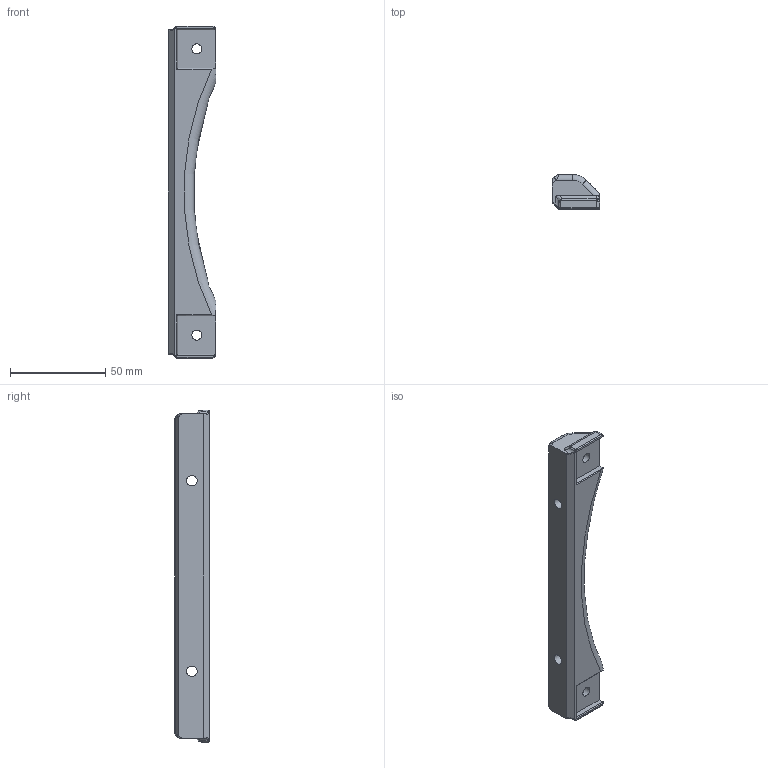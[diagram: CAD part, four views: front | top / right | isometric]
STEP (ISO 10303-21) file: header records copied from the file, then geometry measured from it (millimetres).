
FILE_DESCRIPTION(/* description */ (''),/* implementation_level */ '2;1');
FILE_NAME(/* name */ 'bed handle.step',/* time_stamp */ '2023-04-12T22:06:21+02:00',/* author */ (''),/* organization */ (''),/* preprocessor_version */ 'ST-DEVELOPER v19.2',/* originating_system */ 'Autodesk Translation Framework v12.4.0.73',/* authorisation */ '');
FILE_SCHEMA (('AUTOMOTIVE_DESIGN { 1 0 10303 214 3 1 1 }'));
Length unit declared in the file: metre
Products named in the file (1): bed handle
Bounding box: 25 x 18 x 174.2 mm (x, y, z)
Volume: 47585.2 mm3; surface area: 13617.3 mm2
Topology: 1 solids, 1 shells, 132 faces, 328 edges, 192 vertices
Faces by surface type: cylinder 46, bspline 44, plane 30, torus 10, sphere 2
Full cylindrical faces by diameter (mm): 5.2 x2, 5.5 x2, 9 x2, 9.75 x2
Entity records: 4988 total; most frequent: CARTESIAN_POINT 2021, ORIENTED_EDGE 644, DIRECTION 594, EDGE_CURVE 322, AXIS2_PLACEMENT_3D 245, VERTEX_POINT 192, EDGE_LOOP 140, FACE_OUTER_BOUND 132
